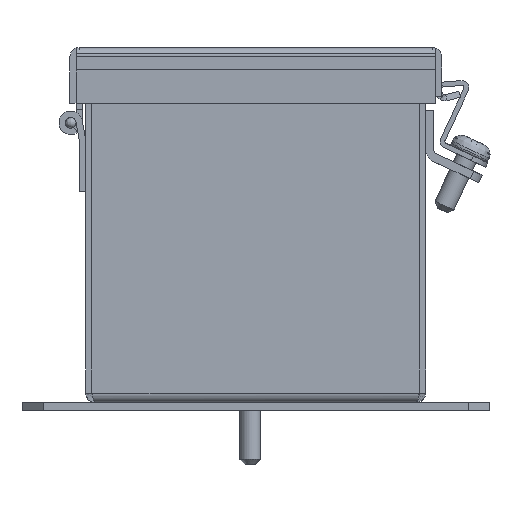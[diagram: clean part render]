
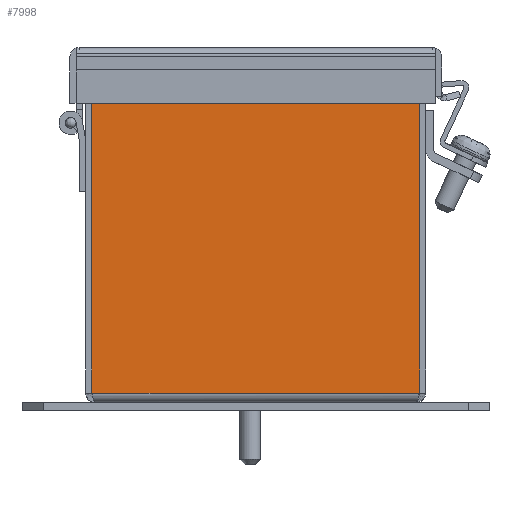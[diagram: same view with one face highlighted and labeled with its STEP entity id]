
A CAD part, left-side view. The second image highlights one B-rep face of the part: STEP entity #7998.
In plain terms, the highlighted planar face has unit normal (-1, 0, 0).
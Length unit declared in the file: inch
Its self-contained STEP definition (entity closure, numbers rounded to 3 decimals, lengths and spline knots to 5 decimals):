
#162 = DIRECTION ( 'NONE',  ( 1., 0., 0. ) ) ;
#232 = EDGE_CURVE ( 'NONE', #13099, #7934, #3556, .T. ) ;
#286 = VERTEX_POINT ( 'NONE', #7904 ) ;
#1102 = VERTEX_POINT ( 'NONE', #12072 ) ;
#1127 = VERTEX_POINT ( 'NONE', #7906 ) ;
#1164 = LINE ( 'NONE', #2559, #1974 ) ;
#1455 = PLANE ( 'NONE',  #14510 ) ;
#1579 = DIRECTION ( 'NONE',  ( 0., 0., 1. ) ) ;
#1687 = CARTESIAN_POINT ( 'NONE',  ( -9., 1.92789, 0.108 ) ) ;
#1974 = VECTOR ( 'NONE', #17103, 39.37008 ) ;
#2559 = CARTESIAN_POINT ( 'NONE',  ( -9., -1.892, 0.108 ) ) ;
#3217 = DIRECTION ( 'NONE',  ( 0., -1., 0. ) ) ;
#3556 = LINE ( 'NONE', #14167, #4018 ) ;
#3742 = ORIENTED_EDGE ( 'NONE', *, *, #17177, .F. ) ;
#4018 = VECTOR ( 'NONE', #7564, 39.37008 ) ;
#4119 = CARTESIAN_POINT ( 'NONE',  ( -9., 1.91796, 3.892 ) ) ;
#4371 = LINE ( 'NONE', #6816, #4927 ) ;
#4439 = DIRECTION ( 'NONE',  ( 1., 0., 0. ) ) ;
#4927 = VECTOR ( 'NONE', #1579, 39.37008 ) ;
#5433 = EDGE_LOOP ( 'NONE', ( #6713, #14788, #10554, #10831, #14195, #3742 ) ) ;
#5467 = DIRECTION ( 'NONE',  ( 0., -1., 0. ) ) ;
#5765 = VERTEX_POINT ( 'NONE', #4119 ) ;
#5783 = EDGE_CURVE ( 'NONE', #286, #1127, #4371, .T. ) ;
#6699 = CARTESIAN_POINT ( 'NONE',  ( -9., 1.92789, 3.82223 ) ) ;
#6713 = ORIENTED_EDGE ( 'NONE', *, *, #8860, .F. ) ;
#6816 = CARTESIAN_POINT ( 'NONE',  ( -9., -1.92789, 0.108 ) ) ;
#7125 = CARTESIAN_POINT ( 'NONE',  ( -9., 13.406, 3.892 ) ) ;
#7344 = CARTESIAN_POINT ( 'NONE',  ( -9., 1.67789, 3.82223 ) ) ;
#7564 = DIRECTION ( 'NONE',  ( 0., 0., 1. ) ) ;
#7597 = DIRECTION ( 'NONE',  ( 0., 0., -1. ) ) ;
#7904 = CARTESIAN_POINT ( 'NONE',  ( -9., -1.92789, 0.108 ) ) ;
#7906 = CARTESIAN_POINT ( 'NONE',  ( -9., -1.92789, 3.82223 ) ) ;
#7934 = VERTEX_POINT ( 'NONE', #6699 ) ;
#7998 = ADVANCED_FACE ( 'NONE', ( #13383 ), #1455, .F. ) ;
#8507 = DIRECTION ( 'NONE',  ( 0., -1., 0. ) ) ;
#8860 = EDGE_CURVE ( 'NONE', #7934, #5765, #11756, .T. ) ;
#9902 = AXIS2_PLACEMENT_3D ( 'NONE', #15053, #4439, #3217 ) ;
#10554 = ORIENTED_EDGE ( 'NONE', *, *, #15755, .F. ) ;
#10831 = ORIENTED_EDGE ( 'NONE', *, *, #5783, .T. ) ;
#11670 = DIRECTION ( 'NONE',  ( 1., 0., 0. ) ) ;
#11756 = CIRCLE ( 'NONE', #14257, 0.25 ) ;
#12072 = CARTESIAN_POINT ( 'NONE',  ( -9., -1.91796, 3.892 ) ) ;
#12078 = CARTESIAN_POINT ( 'NONE',  ( -9., 13.406, 0. ) ) ;
#12163 = LINE ( 'NONE', #7125, #15331 ) ;
#12404 = CIRCLE ( 'NONE', #9902, 0.25 ) ;
#13099 = VERTEX_POINT ( 'NONE', #1687 ) ;
#13383 = FACE_OUTER_BOUND ( 'NONE', #5433, .T. ) ;
#14167 = CARTESIAN_POINT ( 'NONE',  ( -9., 1.92789, 0. ) ) ;
#14195 = ORIENTED_EDGE ( 'NONE', *, *, #14882, .F. ) ;
#14257 = AXIS2_PLACEMENT_3D ( 'NONE', #7344, #11670, #7597 ) ;
#14510 = AXIS2_PLACEMENT_3D ( 'NONE', #12078, #162, #5467 ) ;
#14788 = ORIENTED_EDGE ( 'NONE', *, *, #232, .F. ) ;
#14882 = EDGE_CURVE ( 'NONE', #1102, #1127, #12404, .T. ) ;
#15053 = CARTESIAN_POINT ( 'NONE',  ( -9., -1.67789, 3.82223 ) ) ;
#15331 = VECTOR ( 'NONE', #8507, 39.37008 ) ;
#15755 = EDGE_CURVE ( 'NONE', #286, #13099, #1164, .T. ) ;
#17103 = DIRECTION ( 'NONE',  ( 0., 1., 0. ) ) ;
#17177 = EDGE_CURVE ( 'NONE', #5765, #1102, #12163, .T. ) ;
